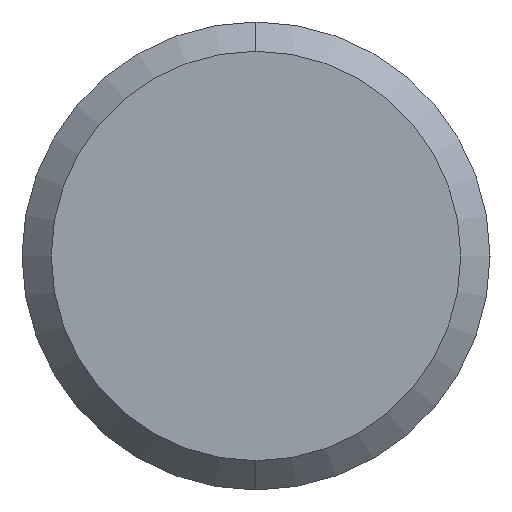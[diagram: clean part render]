
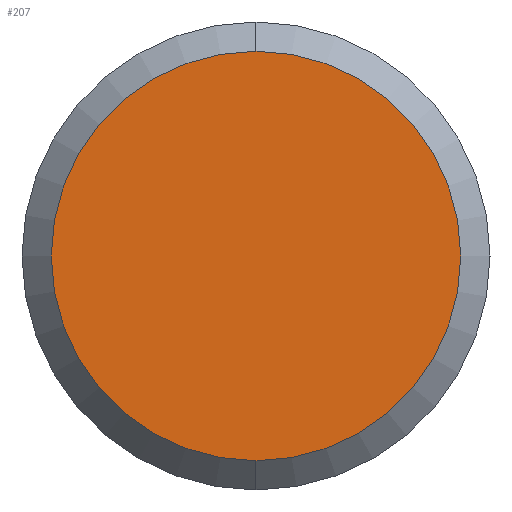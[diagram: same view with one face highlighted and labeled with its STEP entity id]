
A CAD part, left-side view. The second image highlights one B-rep face of the part: STEP entity #207.
In plain terms, the highlighted planar face has unit normal (-1, 0, 0).
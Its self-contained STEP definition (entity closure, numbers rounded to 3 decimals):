
#23 = DIRECTION ( 'NONE',  ( 1., 0., 0. ) ) ;
#24 = CARTESIAN_POINT ( 'NONE',  ( -220., 0., 0. ) ) ;
#31 = CARTESIAN_POINT ( 'NONE',  ( -220., 0., 7. ) ) ;
#56 = DIRECTION ( 'NONE',  ( 0., 0., 1. ) ) ;
#59 = DIRECTION ( 'NONE',  ( -1., 0., 0. ) ) ;
#61 = CARTESIAN_POINT ( 'NONE',  ( -220., 0., 0. ) ) ;
#73 = EDGE_CURVE ( 'NONE', #122, #184, #167, .T. ) ;
#81 = FACE_OUTER_BOUND ( 'NONE', #163, .T. ) ;
#99 = AXIS2_PLACEMENT_3D ( 'NONE', #228, #23, #112 ) ;
#104 = AXIS2_PLACEMENT_3D ( 'NONE', #61, #59, #56 ) ;
#112 = DIRECTION ( 'NONE',  ( 0., 0., -1. ) ) ;
#122 = VERTEX_POINT ( 'NONE', #31 ) ;
#124 = PLANE ( 'NONE',  #99 ) ;
#163 = EDGE_LOOP ( 'NONE', ( #232, #238 ) ) ;
#167 = CIRCLE ( 'NONE', #181, 7. ) ;
#169 = DIRECTION ( 'NONE',  ( 0., 0., 1. ) ) ;
#181 = AXIS2_PLACEMENT_3D ( 'NONE', #24, #211, #169 ) ;
#184 = VERTEX_POINT ( 'NONE', #212 ) ;
#185 = EDGE_CURVE ( 'NONE', #184, #122, #220, .T. ) ;
#207 = ADVANCED_FACE ( 'NONE', ( #81 ), #124, .F. ) ;
#211 = DIRECTION ( 'NONE',  ( -1., 0., 0. ) ) ;
#212 = CARTESIAN_POINT ( 'NONE',  ( -220., 0., -7. ) ) ;
#220 = CIRCLE ( 'NONE', #104, 7. ) ;
#228 = CARTESIAN_POINT ( 'NONE',  ( -220., 0., 0. ) ) ;
#232 = ORIENTED_EDGE ( 'NONE', *, *, #185, .T. ) ;
#238 = ORIENTED_EDGE ( 'NONE', *, *, #73, .T. ) ;
